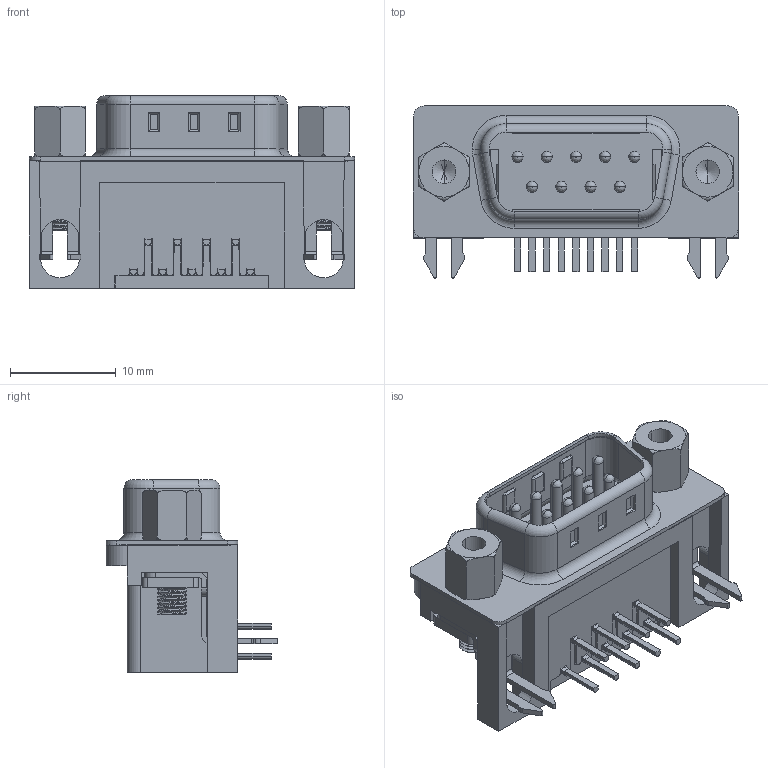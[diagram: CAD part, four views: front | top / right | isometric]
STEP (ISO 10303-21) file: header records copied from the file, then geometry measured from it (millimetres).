
FILE_DESCRIPTION( ('This file contains a STEP AP42 implementation' ,'as created by ZW3D STEP Interface translator.') ,'2;1' );
FILE_NAME( '6223-09MWNXXB01.stp' ,'231225.134529', (''), ('ZWCAD Software Co.'), 'Version 1.0', 'ZW3D to STEP translator', '' );
FILE_SCHEMA(('AUTOMOTIVE_DESIGN { 1 0 10303 214 1 1 1 1 }'));
Length unit declared in the file: millimetre
Products named in the file (11): 0; 6223-09MWNXXB01; 4_1; 4_1_1; COVER_1; HOUSING_1; NUT1_1; NUT1_1_1; SHELL_1; 1; 1_1
Assembly tree (9 placements, depth 2):
  0
  6223-09MWNXXB01
    4_1
    4_1_1
    COVER_1
    HOUSING_1
    NUT1_1
    NUT1_1_1
    SHELL_1
    1
    1_1
Bounding box: 30.82 x 16.3 x 18.25 mm (x, y, z)
Volume: 2832.9 mm3; surface area: 5793.4 mm2
Topology: 9 solids, 9 shells, 965 faces, 2475 edges, 1572 vertices
Faces by surface type: plane 515, cylinder 312, bspline 70, torus 52, cone 16
Entity records: 40304 total; most frequent: CARTESIAN_POINT 15806, ORIENTED_EDGE 4942, DIRECTION 4703, EDGE_CURVE 2471, VECTOR 1613, LINE 1613, VERTEX_POINT 1572, AXIS2_PLACEMENT_3D 1545
